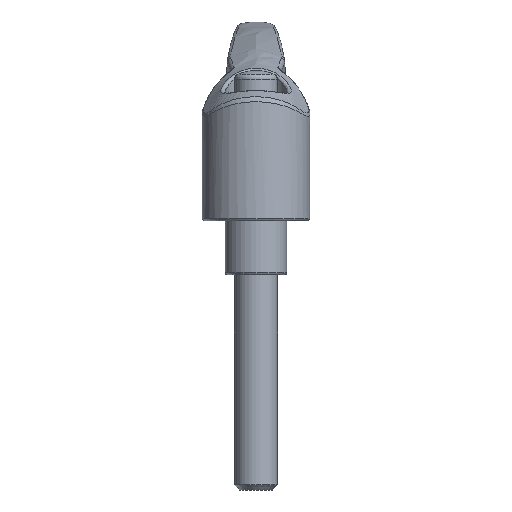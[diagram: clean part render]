
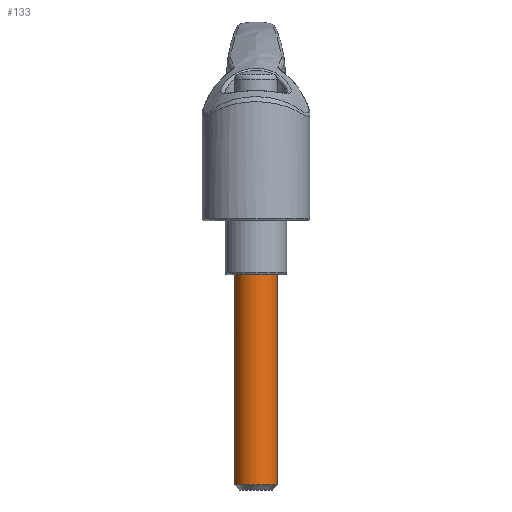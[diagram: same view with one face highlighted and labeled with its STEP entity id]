
A CAD part, front view. The second image highlights one B-rep face of the part: STEP entity #133.
In plain terms, the highlighted cylindrical face has radius 4 mm (diameter 8 mm), a full revolution.
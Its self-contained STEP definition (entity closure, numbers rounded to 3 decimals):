
#133 = ADVANCED_FACE( '', ( #318, #319 ), #320, .T. );
#318 = FACE_OUTER_BOUND( '', #1226, .T. );
#319 = FACE_OUTER_BOUND( '', #1227, .T. );
#320 = CYLINDRICAL_SURFACE( '', #1228, 4. );
#1226 = EDGE_LOOP( '', ( #5352 ) );
#1227 = EDGE_LOOP( '', ( #5353 ) );
#1228 = AXIS2_PLACEMENT_3D( '', #5354, #5355, #5356 );
#5352 = ORIENTED_EDGE( '', *, *, #5790, .T. );
#5353 = ORIENTED_EDGE( '', *, *, #5791, .T. );
#5354 = CARTESIAN_POINT( '', ( 0., 0., -50. ) );
#5355 = DIRECTION( '', ( 0., 0., -1. ) );
#5356 = DIRECTION( '', ( 1., 0., 0. ) );
#5790 = EDGE_CURVE( '', #6070, #6070, #6071, .F. );
#5791 = EDGE_CURVE( '', #6072, #6072, #6073, .F. );
#6070 = VERTEX_POINT( '', #7316 );
#6071 = CIRCLE( '', #7317, 4. );
#6072 = VERTEX_POINT( '', #7318 );
#6073 = CIRCLE( '', #7319, 4. );
#7316 = CARTESIAN_POINT( '', ( -4., 0., -49. ) );
#7317 = AXIS2_PLACEMENT_3D( '', #9284, #9285, #9286 );
#7318 = CARTESIAN_POINT( '', ( 4., 0., -10. ) );
#7319 = AXIS2_PLACEMENT_3D( '', #9287, #9288, #9289 );
#9284 = CARTESIAN_POINT( '', ( 0., 0., -49. ) );
#9285 = DIRECTION( '', ( 0., 0., -1. ) );
#9286 = DIRECTION( '', ( -1., 0., 0. ) );
#9287 = CARTESIAN_POINT( '', ( 0., 0., -10. ) );
#9288 = DIRECTION( '', ( 0., 0., 1. ) );
#9289 = DIRECTION( '', ( 1., 0., 0. ) );
